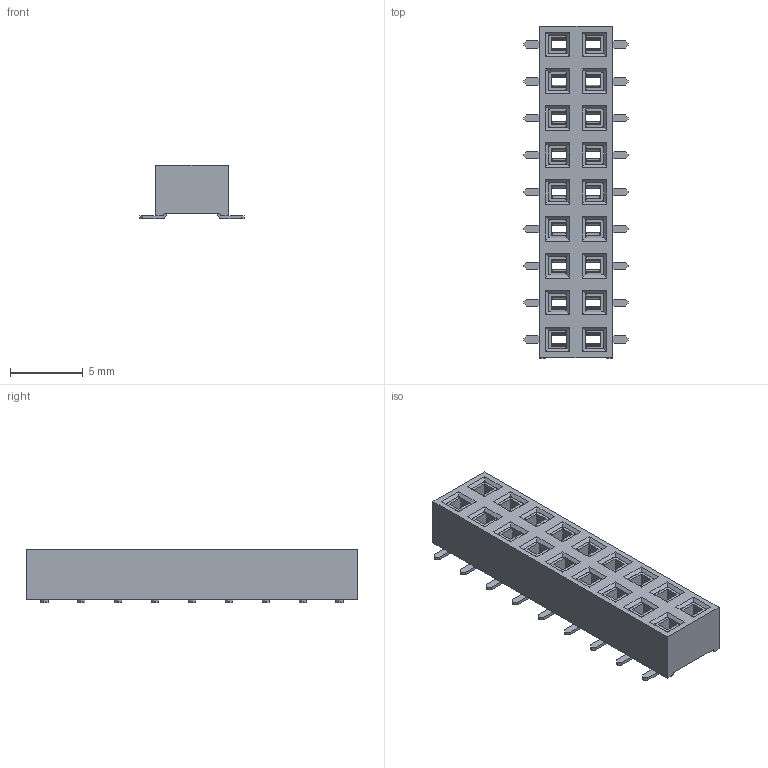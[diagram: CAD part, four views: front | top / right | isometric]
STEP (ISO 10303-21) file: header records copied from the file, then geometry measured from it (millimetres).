
FILE_DESCRIPTION(/* description */ ('Unknown'),/* implementation_level */ '2;1');
FILE_NAME(/* name */ 'J_Wurth_WR-PHD_610018243021',/* time_stamp */ '2025-04-21T13:22:09+08:00',/* author */ ('Unknown'),/* organization */ ('Unknown'),/* preprocessor_version */ 'ST-DEVELOPER v19.4',/* originating_system */ 'Solid Edge',/* authorisation */ 'Unknown');
FILE_SCHEMA (('AUTOMOTIVE_DESIGN {1 0 10303 214 3 1 1}'));
Length unit declared in the file: millimetre
Products named in the file (2): J_Wurth_WR-PHD_610018243021
Assembly tree (1 placements, depth 2):
  J_Wurth_WR-PHD_610018243021
    J_Wurth_WR-PHD_610018243021
Bounding box: 7.21 x 22.86 x 3.7 mm (x, y, z)
Volume: 319 mm3; surface area: 1142.8 mm2
Topology: 19 solids, 19 shells, 1522 faces, 4110 edges, 2608 vertices
Faces by surface type: plane 1088, cylinder 434
Entity records: 47286 total; most frequent: CARTESIAN_POINT 8242, ORIENTED_EDGE 8220, DIRECTION 8026, EDGE_CURVE 4110, LINE 3242, VECTOR 3242, VERTEX_POINT 2608, AXIS2_PLACEMENT_3D 2392
